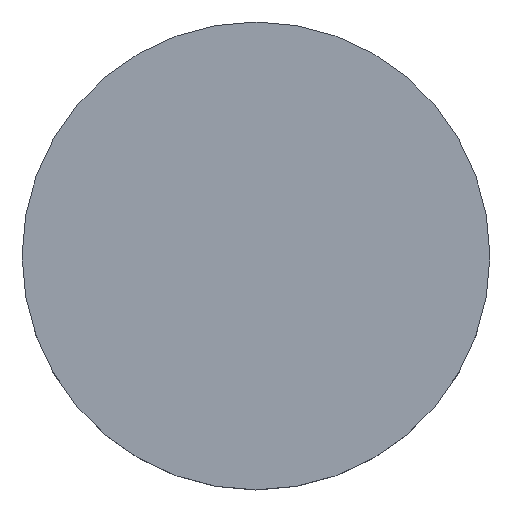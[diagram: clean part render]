
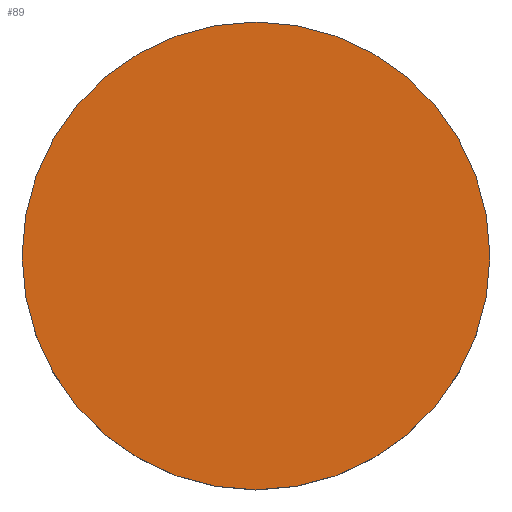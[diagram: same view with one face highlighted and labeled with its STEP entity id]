
A CAD part, top view. The second image highlights one B-rep face of the part: STEP entity #89.
In plain terms, the highlighted planar face has unit normal (0, 0, 1).
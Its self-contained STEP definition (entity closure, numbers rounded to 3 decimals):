
#8 = CIRCLE ( 'NONE', #58, 6.35 ) ;
#13 = CARTESIAN_POINT ( 'NONE',  ( 0., 0., 4. ) ) ;
#15 = DIRECTION ( 'NONE',  ( 0., 0., 1. ) ) ;
#27 = FACE_OUTER_BOUND ( 'NONE', #134, .T. ) ;
#37 = DIRECTION ( 'NONE',  ( 0., 0., -1. ) ) ;
#39 = ORIENTED_EDGE ( 'NONE', *, *, #192, .F. ) ;
#45 = AXIS2_PLACEMENT_3D ( 'NONE', #150, #15, #69 ) ;
#46 = VERTEX_POINT ( 'NONE', #175 ) ;
#50 = PLANE ( 'NONE',  #45 ) ;
#51 = CARTESIAN_POINT ( 'NONE',  ( 6.35, 0., 4. ) ) ;
#57 = CARTESIAN_POINT ( 'NONE',  ( 0., 0., 4. ) ) ;
#58 = AXIS2_PLACEMENT_3D ( 'NONE', #13, #126, #164 ) ;
#69 = DIRECTION ( 'NONE',  ( 1., 0., 0. ) ) ;
#89 = ADVANCED_FACE ( 'NONE', ( #27 ), #50, .T. ) ;
#104 = VERTEX_POINT ( 'NONE', #51 ) ;
#112 = DIRECTION ( 'NONE',  ( 1., 0., 0. ) ) ;
#118 = EDGE_CURVE ( 'NONE', #46, #104, #8, .T. ) ;
#126 = DIRECTION ( 'NONE',  ( 0., 0., -1. ) ) ;
#134 = EDGE_LOOP ( 'NONE', ( #39, #208 ) ) ;
#150 = CARTESIAN_POINT ( 'NONE',  ( 0., 13.158, 4. ) ) ;
#164 = DIRECTION ( 'NONE',  ( 1., 0., 0. ) ) ;
#175 = CARTESIAN_POINT ( 'NONE',  ( -6.35, 0., 4. ) ) ;
#192 = EDGE_CURVE ( 'NONE', #104, #46, #193, .T. ) ;
#193 = CIRCLE ( 'NONE', #232, 6.35 ) ;
#208 = ORIENTED_EDGE ( 'NONE', *, *, #118, .F. ) ;
#232 = AXIS2_PLACEMENT_3D ( 'NONE', #57, #37, #112 ) ;
